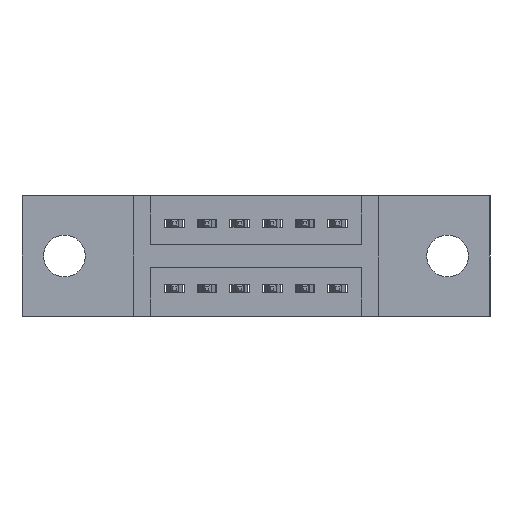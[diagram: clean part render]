
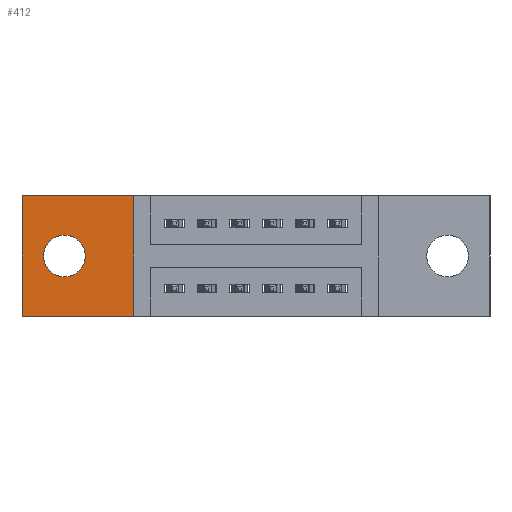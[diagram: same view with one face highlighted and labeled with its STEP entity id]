
A CAD part, front view. The second image highlights one B-rep face of the part: STEP entity #412.
In plain terms, the highlighted planar face has unit normal (0, -1, 0).
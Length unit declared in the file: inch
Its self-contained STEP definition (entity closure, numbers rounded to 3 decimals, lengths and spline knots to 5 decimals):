
#81 = AXIS2_PLACEMENT_3D ( 'NONE', #9302, #5678, #5643 ) ;
#220 = LINE ( 'NONE', #8987, #481 ) ;
#345 = EDGE_CURVE ( 'NONE', #3053, #832, #5567, .T. ) ;
#363 = PLANE ( 'NONE',  #81 ) ;
#373 = DIRECTION ( 'NONE',  ( 0., -1., 0. ) ) ;
#412 = ADVANCED_FACE ( 'NONE', ( #6650, #692 ), #363, .T. ) ;
#481 = VECTOR ( 'NONE', #4610, 39.37008 ) ;
#484 = EDGE_LOOP ( 'NONE', ( #506, #3988, #2534, #8055 ) ) ;
#506 = ORIENTED_EDGE ( 'NONE', *, *, #529, .T. ) ;
#509 = CARTESIAN_POINT ( 'NONE',  ( 0., 0.11, -0.37 ) ) ;
#529 = EDGE_CURVE ( 'NONE', #8290, #4488, #5686, .T. ) ;
#692 = FACE_OUTER_BOUND ( 'NONE', #484, .T. ) ;
#832 = VERTEX_POINT ( 'NONE', #1864 ) ;
#945 = CARTESIAN_POINT ( 'NONE',  ( 0.3425, 0.11, -0.37 ) ) ;
#1078 = CARTESIAN_POINT ( 'NONE',  ( 0.13, 0.11, -0.185 ) ) ;
#1172 = EDGE_CURVE ( 'NONE', #5846, #8290, #5928, .T. ) ;
#1603 = VECTOR ( 'NONE', #7772, 39.37008 ) ;
#1653 = CARTESIAN_POINT ( 'NONE',  ( 0., 0.11, 0. ) ) ;
#1656 = ORIENTED_EDGE ( 'NONE', *, *, #7639, .F. ) ;
#1860 = CIRCLE ( 'NONE', #8158, 0.064 ) ;
#1864 = CARTESIAN_POINT ( 'NONE',  ( 0.13, 0.11, -0.249 ) ) ;
#2009 = DIRECTION ( 'NONE',  ( 0., 0., -1. ) ) ;
#2459 = CARTESIAN_POINT ( 'NONE',  ( 0.3425, 0.11, 0. ) ) ;
#2534 = ORIENTED_EDGE ( 'NONE', *, *, #6584, .T. ) ;
#2599 = EDGE_CURVE ( 'NONE', #4488, #6068, #6749, .T. ) ;
#3053 = VERTEX_POINT ( 'NONE', #8429 ) ;
#3446 = DIRECTION ( 'NONE',  ( 0., -1., 0. ) ) ;
#3715 = VECTOR ( 'NONE', #4234, 39.37008 ) ;
#3988 = ORIENTED_EDGE ( 'NONE', *, *, #2599, .T. ) ;
#4234 = DIRECTION ( 'NONE',  ( 0., 0., -1. ) ) ;
#4488 = VERTEX_POINT ( 'NONE', #6240 ) ;
#4610 = DIRECTION ( 'NONE',  ( 0., 0., 1. ) ) ;
#4983 = EDGE_LOOP ( 'NONE', ( #9531, #1656 ) ) ;
#5567 = CIRCLE ( 'NONE', #6551, 0.064 ) ;
#5643 = DIRECTION ( 'NONE',  ( 0., 0., -1. ) ) ;
#5678 = DIRECTION ( 'NONE',  ( 0., -1., 0. ) ) ;
#5686 = LINE ( 'NONE', #1653, #3715 ) ;
#5846 = VERTEX_POINT ( 'NONE', #2459 ) ;
#5928 = LINE ( 'NONE', #8483, #1603 ) ;
#6068 = VERTEX_POINT ( 'NONE', #945 ) ;
#6240 = CARTESIAN_POINT ( 'NONE',  ( 0., 0.11, -0.37 ) ) ;
#6482 = CARTESIAN_POINT ( 'NONE',  ( 0., 0.11, 0. ) ) ;
#6501 = VECTOR ( 'NONE', #8962, 39.37008 ) ;
#6551 = AXIS2_PLACEMENT_3D ( 'NONE', #1078, #373, #2009 ) ;
#6584 = EDGE_CURVE ( 'NONE', #6068, #5846, #220, .T. ) ;
#6650 = FACE_BOUND ( 'NONE', #4983, .T. ) ;
#6749 = LINE ( 'NONE', #509, #6501 ) ;
#7639 = EDGE_CURVE ( 'NONE', #832, #3053, #1860, .T. ) ;
#7772 = DIRECTION ( 'NONE',  ( -1., 0., 0. ) ) ;
#7936 = CARTESIAN_POINT ( 'NONE',  ( 0.13, 0.11, -0.185 ) ) ;
#8055 = ORIENTED_EDGE ( 'NONE', *, *, #1172, .T. ) ;
#8158 = AXIS2_PLACEMENT_3D ( 'NONE', #7936, #3446, #8606 ) ;
#8290 = VERTEX_POINT ( 'NONE', #6482 ) ;
#8429 = CARTESIAN_POINT ( 'NONE',  ( 0.13, 0.11, -0.121 ) ) ;
#8483 = CARTESIAN_POINT ( 'NONE',  ( 0., 0.11, 0. ) ) ;
#8606 = DIRECTION ( 'NONE',  ( 0., 0., -1. ) ) ;
#8962 = DIRECTION ( 'NONE',  ( 1., 0., 0. ) ) ;
#8987 = CARTESIAN_POINT ( 'NONE',  ( 0.3425, 0.11, 0. ) ) ;
#9302 = CARTESIAN_POINT ( 'NONE',  ( 0., 0.11, -0.37 ) ) ;
#9531 = ORIENTED_EDGE ( 'NONE', *, *, #345, .F. ) ;
